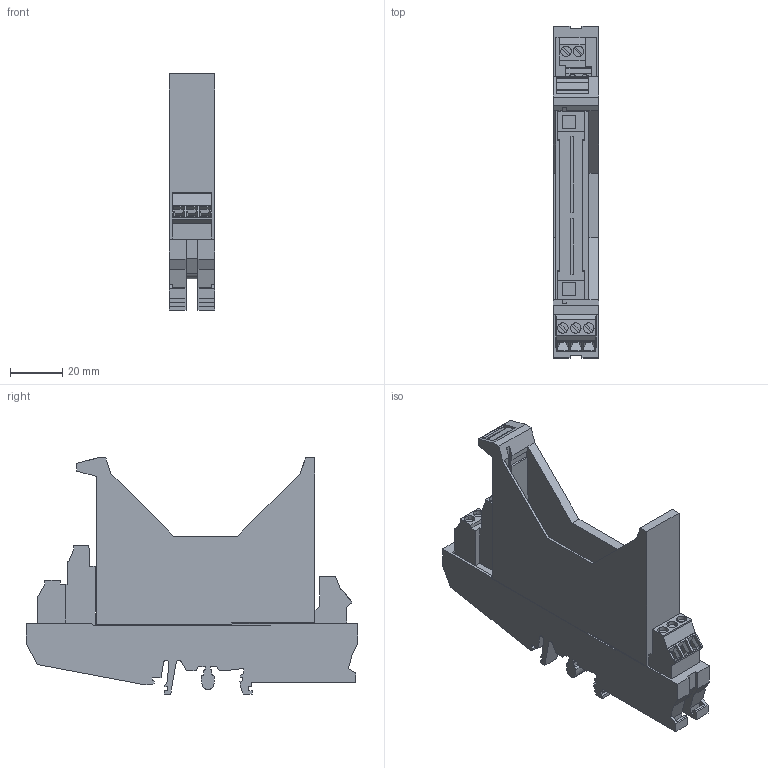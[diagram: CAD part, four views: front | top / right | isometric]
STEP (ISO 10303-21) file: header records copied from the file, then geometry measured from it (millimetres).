
FILE_DESCRIPTION(('Creo Elements/Direct Modeling STEP Export'),'2;1');
FILE_NAME('model.stp','2020-03-12T 0:17:46',(''),(''),'Creo Elements/Direct Modeling STEP processor for AP214 (Solid Model)','Creo Elements/Direct Modeling 20.1A 29-Sep-2018 (C) Parametric Technology GmbH','');
FILE_SCHEMA(('AUTOMOTIVE_DESIGN { 1 0 10303 214 1 1 1 1 }'));
Length unit declared in the file: millimetre
Products named in the file (2): PI-EX-ES-1_3-select
Assembly tree (1 placements, depth 2):
  PI-EX-ES-1_3-select
    PI-EX-ES-1_3-select
Bounding box: 17.5 x 127.5 x 90.7 mm (x, y, z)
Volume: 80105.5 mm3; surface area: 37082.3 mm2
Topology: 1 solids, 1 shells, 520 faces, 1490 edges, 996 vertices
Faces by surface type: plane 469, cylinder 51
Entity records: 19547 total; most frequent: ORIENTED_EDGE 2980, CARTESIAN_POINT 2695, DIRECTION 2177, EDGE_CURVE 1490, VECTOR 1221, LINE 1221, VERTEX_POINT 996, EDGE_LOOP 552
